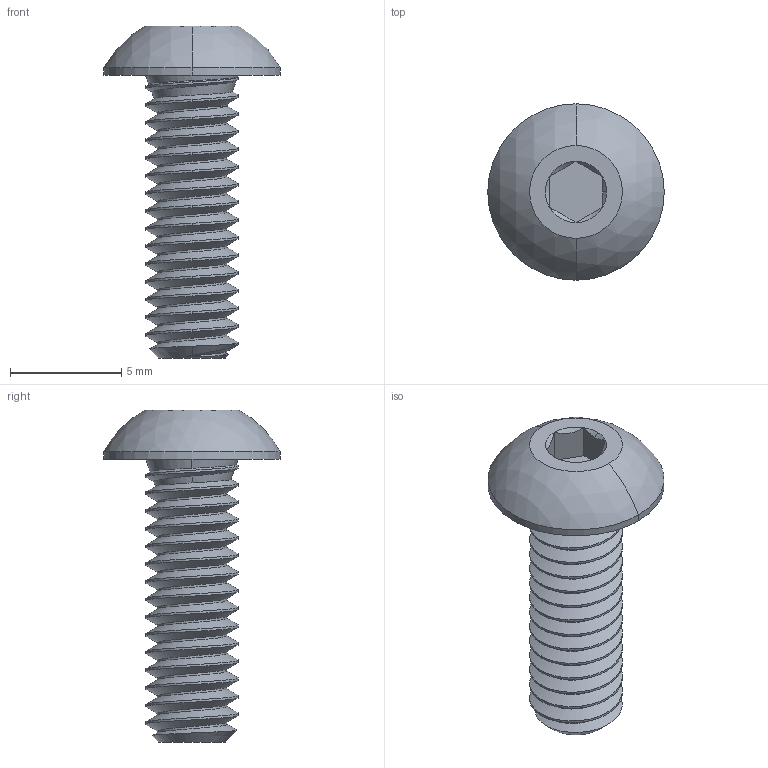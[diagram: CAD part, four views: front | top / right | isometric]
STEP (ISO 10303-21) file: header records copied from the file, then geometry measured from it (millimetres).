
FILE_DESCRIPTION (( 'STEP AP203' ), '1' );
FILE_NAME ('98164A135_316 Stainless Steel Button Head Hex Drive Screw.STEP', '2021-11-16T19:46:04', ( 'Administrator' ), ( 'Managed by Terraform' ), 'SwSTEP 2.0', 'SolidWorks 2017', '' );
FILE_SCHEMA (( 'CONFIG_CONTROL_DESIGN' ));
Length unit declared in the file: inch
Products named in the file (1): 98164A135_316 Stainless Steel Button Head Hex Drive Screw
Bounding box: 7.92 x 7.92 x 14.91 mm (x, y, z)
Volume: 206.2 mm3; surface area: 378.5 mm2
Topology: 1 solids, 1 shells, 64 faces, 164 edges, 104 vertices
Faces by surface type: cylinder 33, cone 16, plane 10, bspline 3, sphere 2
Entity records: 4631 total; most frequent: CARTESIAN_POINT 3237, ORIENTED_EDGE 328, DIRECTION 221, EDGE_CURVE 164, VERTEX_POINT 104, AXIS2_PLACEMENT_3D 84, EDGE_LOOP 66, FACE_OUTER_BOUND 64
